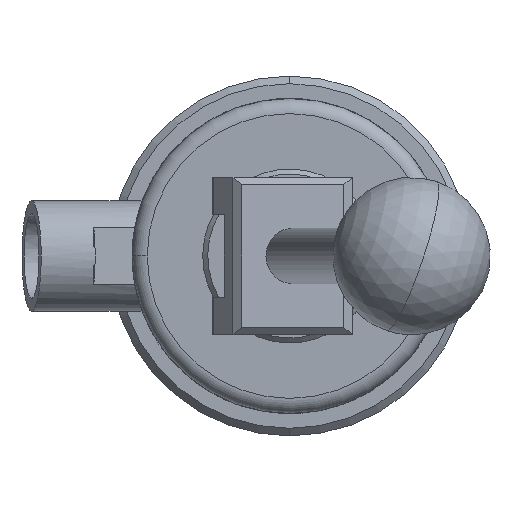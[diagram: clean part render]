
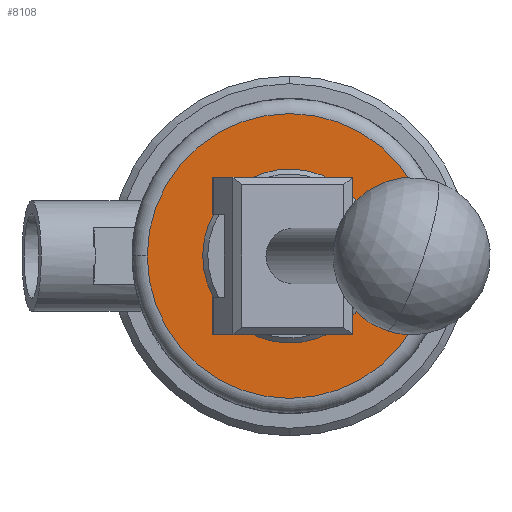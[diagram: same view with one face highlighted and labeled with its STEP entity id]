
A CAD part, front view. The second image highlights one B-rep face of the part: STEP entity #8108.
In plain terms, the highlighted planar face has unit normal (0, -1, 0).
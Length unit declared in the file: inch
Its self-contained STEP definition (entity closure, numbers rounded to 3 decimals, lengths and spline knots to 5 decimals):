
#251 = CARTESIAN_POINT ( 'NONE',  ( 1.13, 0., 0. ) ) ;
#525 = ORIENTED_EDGE ( 'NONE', *, *, #12820, .T. ) ;
#2376 = DIRECTION ( 'NONE',  ( 1., 0., 0. ) ) ;
#2456 = VERTEX_POINT ( 'NONE', #2800 ) ;
#2800 = CARTESIAN_POINT ( 'NONE',  ( 0.348, 0., 0. ) ) ;
#2845 = DIRECTION ( 'NONE',  ( 1., 0., 0. ) ) ;
#2861 = EDGE_LOOP ( 'NONE', ( #15519, #12534 ) ) ;
#3089 = CARTESIAN_POINT ( 'NONE',  ( 0., 0., 0. ) ) ;
#3346 = DIRECTION ( 'NONE',  ( 1., 0., 0. ) ) ;
#3676 = EDGE_CURVE ( 'NONE', #9614, #14609, #12079, .T. ) ;
#4971 = CIRCLE ( 'NONE', #14322, 1.13 ) ;
#5036 = DIRECTION ( 'NONE',  ( 1., 0., 0. ) ) ;
#5906 = AXIS2_PLACEMENT_3D ( 'NONE', #7399, #6208, #5036 ) ;
#5972 = CARTESIAN_POINT ( 'NONE',  ( 0., 0., 0. ) ) ;
#6208 = DIRECTION ( 'NONE',  ( 0., -1., 0. ) ) ;
#6290 = DIRECTION ( 'NONE',  ( 0., -1., 0. ) ) ;
#6443 = AXIS2_PLACEMENT_3D ( 'NONE', #14857, #16092, #3346 ) ;
#7399 = CARTESIAN_POINT ( 'NONE',  ( 0., 0., -0.348 ) ) ;
#7436 = AXIS2_PLACEMENT_3D ( 'NONE', #10083, #6290, #11423 ) ;
#8108 = ADVANCED_FACE ( 'NONE', ( #10769, #12350 ), #10919, .T. ) ;
#8435 = CIRCLE ( 'NONE', #12173, 0.348 ) ;
#8912 = CARTESIAN_POINT ( 'NONE',  ( -0.348, 0., 0. ) ) ;
#9614 = VERTEX_POINT ( 'NONE', #251 ) ;
#10083 = CARTESIAN_POINT ( 'NONE',  ( 0., 0., 0. ) ) ;
#10482 = CARTESIAN_POINT ( 'NONE',  ( -1.13, 0., 0. ) ) ;
#10573 = EDGE_CURVE ( 'NONE', #13074, #2456, #13060, .T. ) ;
#10769 = FACE_OUTER_BOUND ( 'NONE', #14357, .T. ) ;
#10892 = ORIENTED_EDGE ( 'NONE', *, *, #3676, .T. ) ;
#10919 = PLANE ( 'NONE',  #5906 ) ;
#11423 = DIRECTION ( 'NONE',  ( 1., 0., 0. ) ) ;
#12079 = CIRCLE ( 'NONE', #6443, 1.13 ) ;
#12173 = AXIS2_PLACEMENT_3D ( 'NONE', #5972, #13678, #2376 ) ;
#12350 = FACE_BOUND ( 'NONE', #2861, .T. ) ;
#12534 = ORIENTED_EDGE ( 'NONE', *, *, #10573, .F. ) ;
#12820 = EDGE_CURVE ( 'NONE', #14609, #9614, #4971, .T. ) ;
#13060 = CIRCLE ( 'NONE', #7436, 0.348 ) ;
#13074 = VERTEX_POINT ( 'NONE', #8912 ) ;
#13678 = DIRECTION ( 'NONE',  ( 0., -1., 0. ) ) ;
#14303 = DIRECTION ( 'NONE',  ( 0., -1., 0. ) ) ;
#14322 = AXIS2_PLACEMENT_3D ( 'NONE', #3089, #14303, #2845 ) ;
#14357 = EDGE_LOOP ( 'NONE', ( #10892, #525 ) ) ;
#14609 = VERTEX_POINT ( 'NONE', #10482 ) ;
#14857 = CARTESIAN_POINT ( 'NONE',  ( 0., 0., 0. ) ) ;
#15519 = ORIENTED_EDGE ( 'NONE', *, *, #16310, .F. ) ;
#16092 = DIRECTION ( 'NONE',  ( 0., -1., 0. ) ) ;
#16310 = EDGE_CURVE ( 'NONE', #2456, #13074, #8435, .T. ) ;
